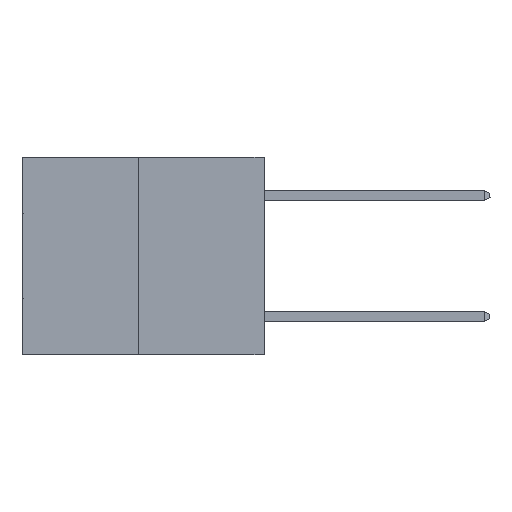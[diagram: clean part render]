
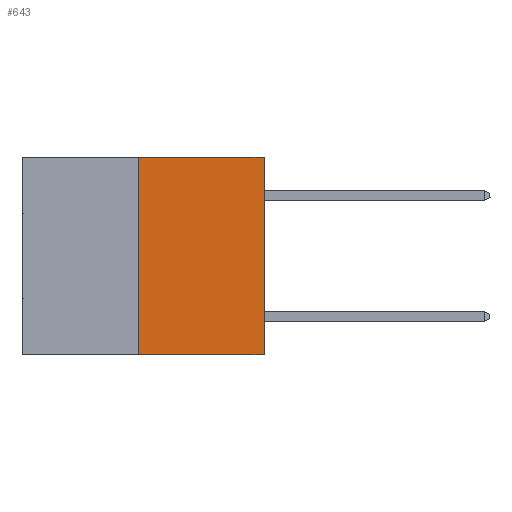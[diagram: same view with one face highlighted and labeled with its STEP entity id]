
A CAD part, left-side view. The second image highlights one B-rep face of the part: STEP entity #643.
In plain terms, the highlighted planar face has unit normal (-1, 0, 0).
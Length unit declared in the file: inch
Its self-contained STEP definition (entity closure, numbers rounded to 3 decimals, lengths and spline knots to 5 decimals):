
#643 = ADVANCED_FACE ( 'NONE', ( #14046 ), #11628, .F. ) ;
#1329 = CARTESIAN_POINT ( 'NONE',  ( 0., 0., -0.49 ) ) ;
#2399 = CARTESIAN_POINT ( 'NONE',  ( 0., 0.6, 0. ) ) ;
#2460 = ORIENTED_EDGE ( 'NONE', *, *, #31871, .F. ) ;
#3030 = LINE ( 'NONE', #2399, #18617 ) ;
#3596 = VERTEX_POINT ( 'NONE', #26431 ) ;
#6024 = ORIENTED_EDGE ( 'NONE', *, *, #22284, .F. ) ;
#7952 = DIRECTION ( 'NONE',  ( 0., 0., 1. ) ) ;
#8212 = VERTEX_POINT ( 'NONE', #29386 ) ;
#8508 = DIRECTION ( 'NONE',  ( 0., 0., 1. ) ) ;
#11182 = CARTESIAN_POINT ( 'NONE',  ( 0., 0.6, 0. ) ) ;
#11628 = PLANE ( 'NONE',  #28304 ) ;
#12001 = LINE ( 'NONE', #31412, #33260 ) ;
#12291 = ORIENTED_EDGE ( 'NONE', *, *, #15133, .T. ) ;
#12708 = VERTEX_POINT ( 'NONE', #15213 ) ;
#13585 = EDGE_LOOP ( 'NONE', ( #2460, #12291, #21649, #6024 ) ) ;
#14046 = FACE_OUTER_BOUND ( 'NONE', #13585, .T. ) ;
#14150 = DIRECTION ( 'NONE',  ( 0., -1., 0. ) ) ;
#14441 = VECTOR ( 'NONE', #8508, 39.37008 ) ;
#15133 = EDGE_CURVE ( 'NONE', #3596, #20238, #25731, .T. ) ;
#15213 = CARTESIAN_POINT ( 'NONE',  ( 0., 0.312, 0. ) ) ;
#16563 = DIRECTION ( 'NONE',  ( 0., 0., -1. ) ) ;
#18617 = VECTOR ( 'NONE', #20738, 39.37008 ) ;
#20238 = VERTEX_POINT ( 'NONE', #1329 ) ;
#20738 = DIRECTION ( 'NONE',  ( 0., -1., 0. ) ) ;
#21444 = LINE ( 'NONE', #26479, #14441 ) ;
#21649 = ORIENTED_EDGE ( 'NONE', *, *, #31818, .T. ) ;
#21957 = CARTESIAN_POINT ( 'NONE',  ( 0., 0.6, -0.49 ) ) ;
#22284 = EDGE_CURVE ( 'NONE', #12708, #8212, #3030, .T. ) ;
#23292 = VECTOR ( 'NONE', #14150, 39.37008 ) ;
#25731 = LINE ( 'NONE', #21957, #23292 ) ;
#26431 = CARTESIAN_POINT ( 'NONE',  ( 0., 0.312, -0.49 ) ) ;
#26479 = CARTESIAN_POINT ( 'NONE',  ( 0., 0.312, -0.49 ) ) ;
#28304 = AXIS2_PLACEMENT_3D ( 'NONE', #11182, #32229, #16563 ) ;
#29386 = CARTESIAN_POINT ( 'NONE',  ( 0., 0., 0. ) ) ;
#31412 = CARTESIAN_POINT ( 'NONE',  ( 0., 0., 0. ) ) ;
#31818 = EDGE_CURVE ( 'NONE', #20238, #8212, #12001, .T. ) ;
#31871 = EDGE_CURVE ( 'NONE', #3596, #12708, #21444, .T. ) ;
#32229 = DIRECTION ( 'NONE',  ( 1., 0., 0. ) ) ;
#33260 = VECTOR ( 'NONE', #7952, 39.37008 ) ;
